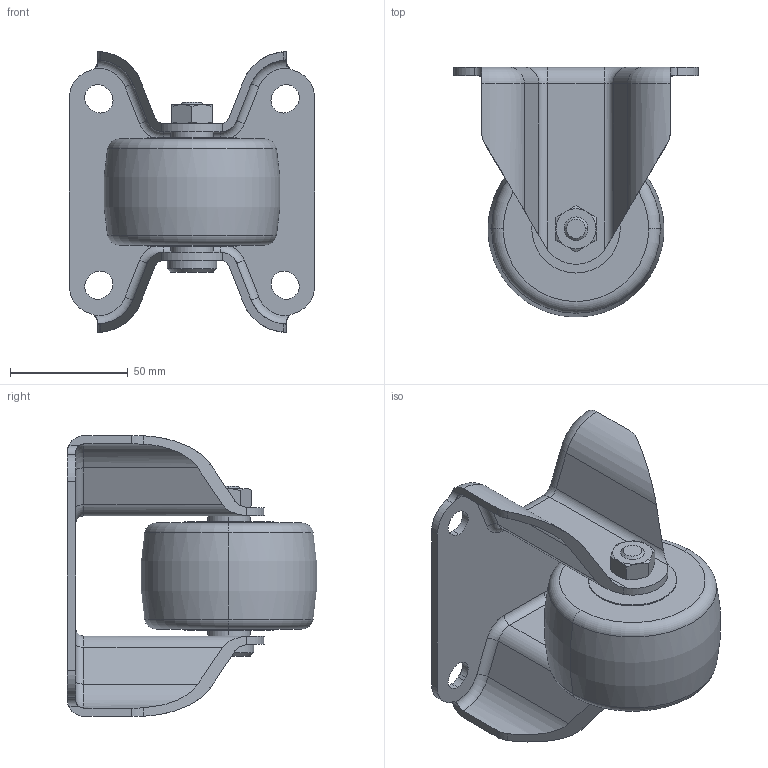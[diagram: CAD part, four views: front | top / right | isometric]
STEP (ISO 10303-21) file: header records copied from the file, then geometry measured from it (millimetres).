
FILE_DESCRIPTION (( 'STEP AP203' ), '1' );
FILE_NAME ('sone3D.STEP', '2013-08-09T07:07:47', ( '' ), ( '' ), 'SwSTEP 2.0', 'SolidWorks 2012', '' );
FILE_SCHEMA (( 'CONFIG_CONTROL_DESIGN' ));
Length unit declared in the file: millimetre
Products named in the file (3): K-610_K-610K-75-N_; sone3D; 六角ナットM10（1種）_JIS B 1181 Hexagon nut - Class 1 Finished M10 --N
Assembly tree (2 placements, depth 2):
  sone3D
    K-610_K-610K-75-N_
    六角ナットM10（1種）_JIS B 1181 Hexagon nut - Class 1 Finished M10 --N
Bounding box: 104 x 105.75 x 119 mm (x, y, z)
Volume: 270300.5 mm3; surface area: 64822.3 mm2
Topology: 2 solids, 2 shells, 162 faces, 402 edges, 250 vertices
Faces by surface type: cylinder 70, plane 46, torus 26, cone 20
Entity records: 5347 total; most frequent: CARTESIAN_POINT 1167, DIRECTION 852, ORIENTED_EDGE 804, EDGE_CURVE 402, AXIS2_PLACEMENT_3D 347, VERTEX_POINT 250, CIRCLE 180, EDGE_LOOP 180
